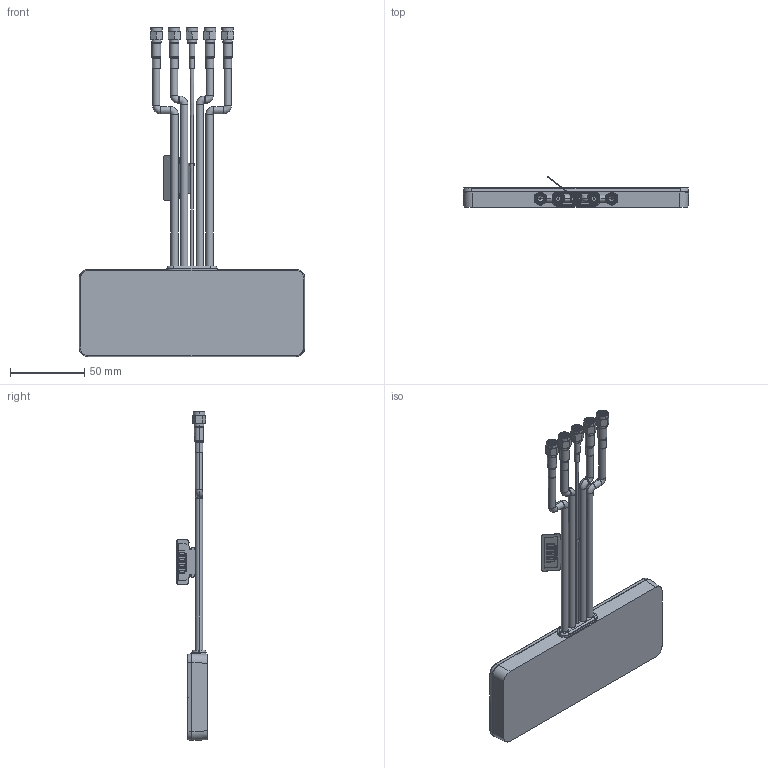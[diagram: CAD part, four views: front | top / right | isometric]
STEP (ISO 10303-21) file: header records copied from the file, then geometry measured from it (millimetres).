
FILE_DESCRIPTION (( 'STEP AP214' ), '1' );
FILE_NAME ('MA285.LBICG.001_web.STEP', '2022-03-24T16:44:50', ( '' ), ( '' ), 'SwSTEP 2.0', 'SolidWorks 2018', '' );
FILE_SCHEMA (( 'AUTOMOTIVE_DESIGN' ));
Length unit declared in the file: millimetre
Products named in the file (1): MA285.LBICG.001_web
Bounding box: 151.77 x 20.37 x 221.49 mm (x, y, z)
Surface area: 46782.2 mm2 (no closed solid volume)
Topology: 0 solids, 48 shells, 459 faces, 1615 edges, 1191 vertices
Faces by surface type: cylinder 168, plane 154, torus 63, bspline 44, cone 30
Entity records: 40764 total; most frequent: CARTESIAN_POINT 25566, ORIENTED_EDGE 2634, EDGE_CURVE 1612, B_SPLINE_CURVE_WITH_KNOTS 1432, VERTEX_POINT 1191, DIRECTION 878, EDGE_LOOP 528, ADVANCED_FACE 457
